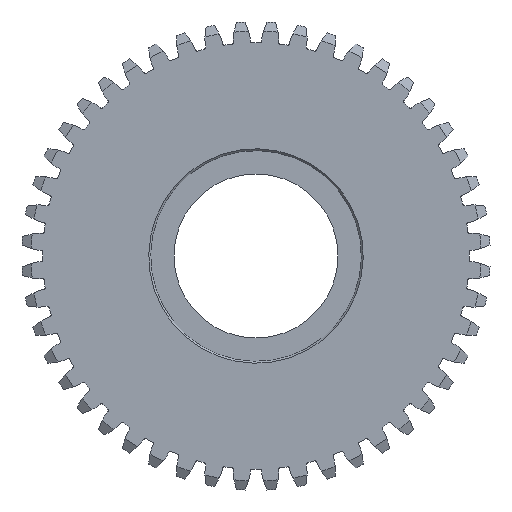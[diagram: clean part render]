
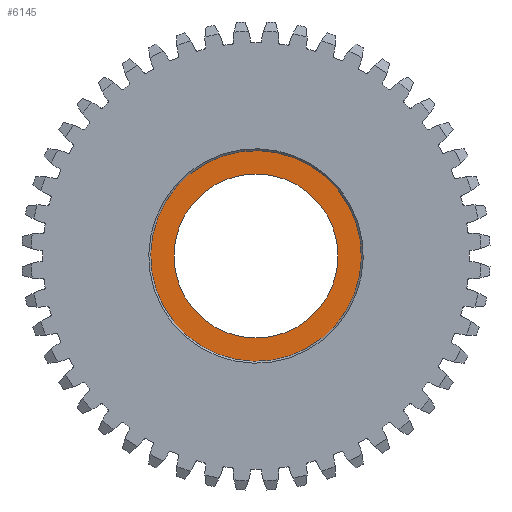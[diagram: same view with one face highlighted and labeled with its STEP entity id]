
A CAD part, left-side view. The second image highlights one B-rep face of the part: STEP entity #6145.
In plain terms, the highlighted free-form (B-spline) face has degree [1, 1] with [2, 2] control points.
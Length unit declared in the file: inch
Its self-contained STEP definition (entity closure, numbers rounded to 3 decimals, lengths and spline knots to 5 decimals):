
#181=CARTESIAN_POINT('',(0.0125,0.4375,0.));
#182=VERTEX_POINT('',#181);
#191=CARTESIAN_POINT('',(0.0125,-0.4375,0.));
#192=VERTEX_POINT('',#191);
#193=CARTESIAN_POINT('',(0.0125,0.0,0.0));
#194=DIRECTION('',(-1.0,0.0,0.0));
#195=DIRECTION('',(0.0,1.0,0.0));
#196=AXIS2_PLACEMENT_3D('',#193,#194,#195);
#197=CIRCLE('',#196,0.4375);
#198=EDGE_CURVE('',#182,#192,#197,.T.);
#285=CARTESIAN_POINT('',(0.0125,-0.10931,0.55152));
#286=VERTEX_POINT('',#285);
#295=CARTESIAN_POINT('',(0.0125,0.10931,-0.55152));
#296=VERTEX_POINT('',#295);
#297=CARTESIAN_POINT('',(0.0125,0.0,0.0));
#298=DIRECTION('',(-1.0,0.0,0.0));
#299=DIRECTION('',(0.0,-0.194,0.981));
#300=AXIS2_PLACEMENT_3D('',#297,#298,#299);
#301=CIRCLE('',#300,0.56225);
#302=EDGE_CURVE('',#296,#286,#301,.T.);
#407=CARTESIAN_POINT('',(0.0125,0.0,0.0));
#408=DIRECTION('',(-1.0,0.0,0.0));
#409=DIRECTION('',(0.0,-0.194,0.981));
#410=AXIS2_PLACEMENT_3D('',#407,#408,#409);
#411=CIRCLE('',#410,0.56225);
#412=EDGE_CURVE('',#286,#296,#411,.T.);
#3141=CARTESIAN_POINT('',(0.0125,0.0,0.0));
#3142=DIRECTION('',(-1.0,0.0,0.0));
#3143=DIRECTION('',(0.0,1.0,0.0));
#3144=AXIS2_PLACEMENT_3D('',#3141,#3142,#3143);
#3145=CIRCLE('',#3144,0.4375);
#3146=EDGE_CURVE('',#192,#182,#3145,.T.);
#6132=CARTESIAN_POINT('',(0.0125,0.77669,-0.51975));
#6133=CARTESIAN_POINT('',(0.0125,0.51975,0.77669));
#6134=CARTESIAN_POINT('',(0.0125,-0.51975,-0.77669));
#6135=CARTESIAN_POINT('',(0.0125,-0.77669,0.51975));
#6136=B_SPLINE_SURFACE_WITH_KNOTS('',1,1,((#6132,#6134),(#6133,#6135)),.UNSPECIFIED.,.F.,.F.,.U.,(2,2),(2,2),(0.0,1.32166),(0.0,1.32166),.UNSPECIFIED.);
#6137=ORIENTED_EDGE('',*,*,#412,.T.);
#6138=ORIENTED_EDGE('',*,*,#302,.T.);
#6139=EDGE_LOOP('',(#6137,#6138));
#6140=FACE_OUTER_BOUND('',#6139,.T.);
#6141=ORIENTED_EDGE('',*,*,#3146,.F.);
#6142=ORIENTED_EDGE('',*,*,#198,.F.);
#6143=EDGE_LOOP('',(#6141,#6142));
#6144=FACE_BOUND('',#6143,.T.);
#6145=ADVANCED_FACE('',(#6140,#6144),#6136,.F.);
